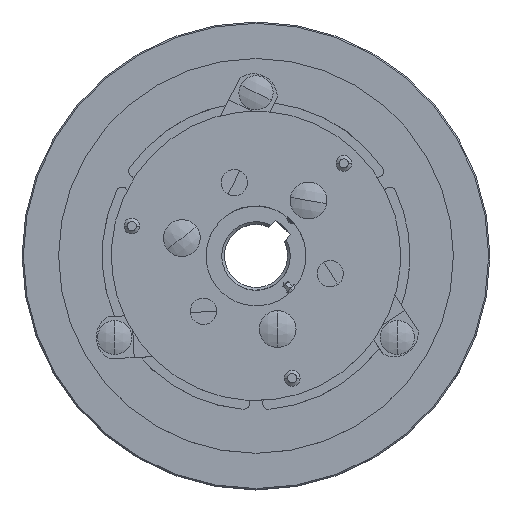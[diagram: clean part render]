
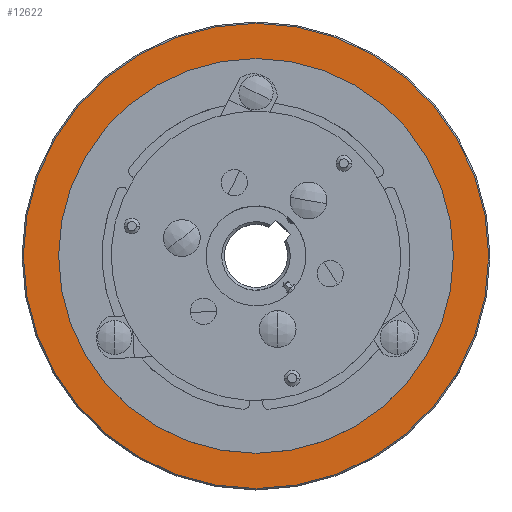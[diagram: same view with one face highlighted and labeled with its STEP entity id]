
A CAD part, top view. The second image highlights one B-rep face of the part: STEP entity #12622.
In plain terms, the highlighted planar face has unit normal (0, 0, 1).
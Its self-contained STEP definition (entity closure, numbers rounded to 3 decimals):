
#11638 = EDGE_CURVE ( 'NONE', #11639, #11640, #29131, .T. ) ;
#11639 = VERTEX_POINT ( 'NONE', #29127 ) ;
#11640 = VERTEX_POINT ( 'NONE', #29126 ) ;
#12098 = VERTEX_POINT ( 'NONE', #20991 ) ;
#12100 = EDGE_CURVE ( 'NONE', #12101, #12098, #20990, .T. ) ;
#12101 = VERTEX_POINT ( 'NONE', #20985 ) ;
#12614 = ORIENTED_EDGE ( 'NONE', *, *, #12100, .T. ) ;
#12615 = ORIENTED_EDGE ( 'NONE', *, *, #12616, .T. ) ;
#12616 = EDGE_CURVE ( 'NONE', #12098, #12101, #22358, .T. ) ;
#12622 = ADVANCED_FACE ( 'NONE', ( #22342, #22341 ), #22384, .F. ) ;
#12623 = ORIENTED_EDGE ( 'NONE', *, *, #12624, .T. ) ;
#12624 = EDGE_CURVE ( 'NONE', #11640, #11639, #22378, .T. ) ;
#12625 = ORIENTED_EDGE ( 'NONE', *, *, #11638, .T. ) ;
#12626 = EDGE_LOOP ( 'NONE', ( #12614, #12615 ) ) ;
#12646 = EDGE_LOOP ( 'NONE', ( #12623, #12625 ) ) ;
#20985 = CARTESIAN_POINT ( 'NONE',  ( -75., 0., 26. ) ) ;
#20986 = DIRECTION ( 'NONE',  ( -1., 0., 0. ) ) ;
#20987 = DIRECTION ( 'NONE',  ( 0., 0., -1. ) ) ;
#20988 = CARTESIAN_POINT ( 'NONE',  ( 0., 0., 26. ) ) ;
#20989 = AXIS2_PLACEMENT_3D ( 'NONE', #20988, #20987, #20986 ) ;
#20990 = CIRCLE ( 'NONE', #20989, 75. ) ;
#20991 = CARTESIAN_POINT ( 'NONE',  ( 75., 0., 26. ) ) ;
#22341 = FACE_BOUND ( 'NONE', #12626, .T. ) ;
#22342 = FACE_OUTER_BOUND ( 'NONE', #12646, .T. ) ;
#22354 = DIRECTION ( 'NONE',  ( -1., 0., 0. ) ) ;
#22355 = DIRECTION ( 'NONE',  ( 0., 0., -1. ) ) ;
#22356 = CARTESIAN_POINT ( 'NONE',  ( 0., 0., 26. ) ) ;
#22357 = AXIS2_PLACEMENT_3D ( 'NONE', #22356, #22355, #22354 ) ;
#22358 = CIRCLE ( 'NONE', #22357, 75. ) ;
#22374 = DIRECTION ( 'NONE',  ( -1., 0., 0. ) ) ;
#22375 = DIRECTION ( 'NONE',  ( 0., 0., 1. ) ) ;
#22376 = CARTESIAN_POINT ( 'NONE',  ( 0., 0., 26. ) ) ;
#22377 = AXIS2_PLACEMENT_3D ( 'NONE', #22376, #22375, #22374 ) ;
#22378 = CIRCLE ( 'NONE', #22377, 88.4 ) ;
#22380 = DIRECTION ( 'NONE',  ( -1., 0., 0. ) ) ;
#22381 = DIRECTION ( 'NONE',  ( 0., 0., -1. ) ) ;
#22382 = CARTESIAN_POINT ( 'NONE',  ( 0., 88.9, 26. ) ) ;
#22383 = AXIS2_PLACEMENT_3D ( 'NONE', #22382, #22381, #22380 ) ;
#22384 = PLANE ( 'NONE',  #22383 ) ;
#29126 = CARTESIAN_POINT ( 'NONE',  ( -88.4, 0., 26. ) ) ;
#29127 = CARTESIAN_POINT ( 'NONE',  ( 88.4, 0., 26. ) ) ;
#29128 = DIRECTION ( 'NONE',  ( -1., 0., 0. ) ) ;
#29129 = DIRECTION ( 'NONE',  ( 0., 0., 1. ) ) ;
#29130 = AXIS2_PLACEMENT_3D ( 'NONE', #29136, #29129, #29128 ) ;
#29131 = CIRCLE ( 'NONE', #29130, 88.4 ) ;
#29136 = CARTESIAN_POINT ( 'NONE',  ( 0., 0., 26. ) ) ;
